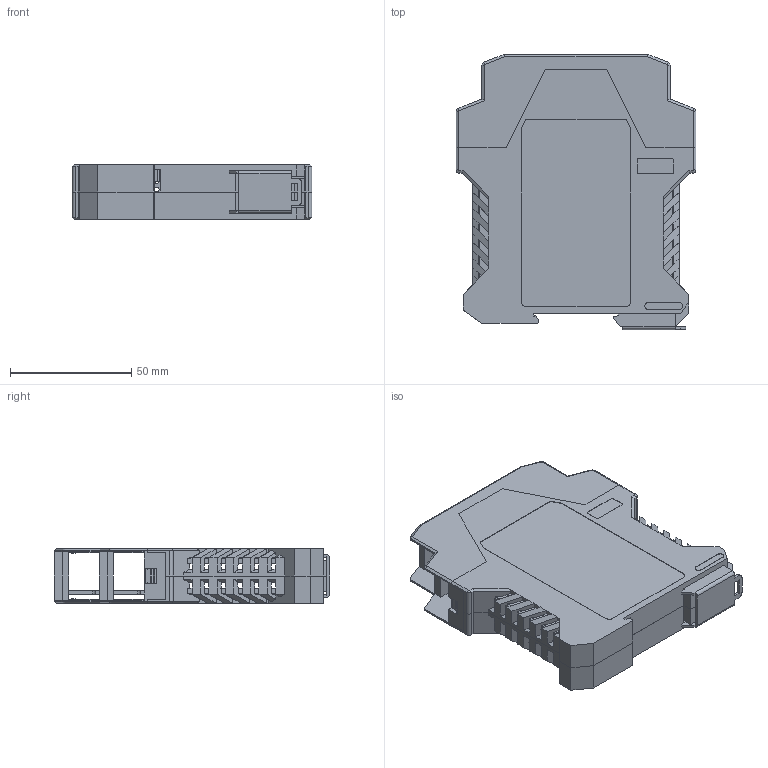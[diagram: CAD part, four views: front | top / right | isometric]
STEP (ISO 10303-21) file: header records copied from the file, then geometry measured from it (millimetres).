
FILE_DESCRIPTION(/* description */ (''),/* implementation_level */ '2;1');
FILE_NAME(/* name */ 'DMA-22.stp',/* time_stamp */ '2018-02-12T15:08:42+01:00',/* author */ ('khd'),/* organization */ (''),/* preprocessor_version */ 'ST-DEVELOPER v15.2',/* originating_system */ 'Autodesk Inventor 2014',/* authorisation */ '');
FILE_SCHEMA (('AUTOMOTIVE_DESIGN { 1 0 10303 214 3 1 1 }'));
Products named in the file (11): ME_22.5_OT-MSTBO_H.Select__00273265; ME...LP-Fragment_OT-MSTBO-MKDSO_H.Select; 2908980; ME_22.5_UTR_H_H.Select__00393036; ME_22.5_UTL_H_H.Select__00392903; ME_VERRIEGELUNGSHAKEN.1; ME_FUNKTIONSERDKONTAKT_H.Select; Fussriegel_17.5_L30_H.Select; ME...LP-Fragment_UT_H.Select; 2914987; DMA-22
Bounding box: 99 x 113.6 x 22.6 mm (x, y, z)
Volume: 60831.6 mm3; surface area: 73345.8 mm2
Topology: 9 solids, 9 shells, 3020 faces, 8510 edges, 5620 vertices
Faces by surface type: plane 2020, bspline 726, cylinder 258, cone 12, torus 4
Full cylindrical faces by diameter (mm): 1.2 x5, 1.4 x16, 1.9 x2, 2 x7, 2.4 x24
Entity records: 102400 total; most frequent: CARTESIAN_POINT 26701, ORIENTED_EDGE 16730, DIRECTION 11983, EDGE_CURVE 8365, LINE 6381, VECTOR 6381, VERTEX_POINT 5556, EDGE_LOOP 3317
